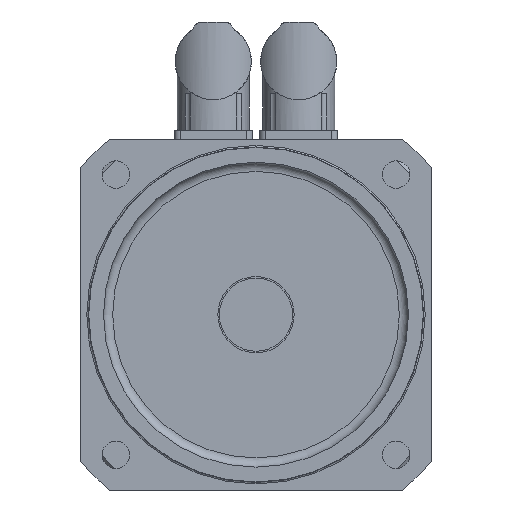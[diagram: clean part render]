
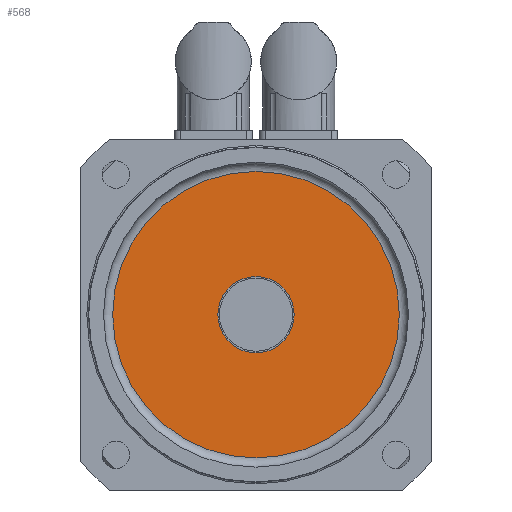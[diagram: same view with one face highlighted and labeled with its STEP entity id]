
A CAD part, front view. The second image highlights one B-rep face of the part: STEP entity #568.
In plain terms, the highlighted planar face has unit normal (0, -1, 0).
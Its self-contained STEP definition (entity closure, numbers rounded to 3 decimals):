
#284=FACE_BOUND('',#1072,.T.);
#355=CIRCLE('',#4215,12.5);
#356=CIRCLE('',#4216,47.);
#568=ADVANCED_FACE('',(#284,#842),#789,.F.);
#789=PLANE('',#4217);
#842=FACE_OUTER_BOUND('',#1073,.T.);
#1072=EDGE_LOOP('',(#1569));
#1073=EDGE_LOOP('',(#1570));
#1569=ORIENTED_EDGE('',*,*,#3177,.F.);
#1570=ORIENTED_EDGE('',*,*,#3178,.T.);
#2751=VERTEX_POINT('',#5992);
#2752=VERTEX_POINT('',#5994);
#3177=EDGE_CURVE('',#2751,#2751,#355,.T.);
#3178=EDGE_CURVE('',#2752,#2752,#356,.T.);
#4215=AXIS2_PLACEMENT_3D('',#5991,#4780,#4781);
#4216=AXIS2_PLACEMENT_3D('',#5993,#4782,#4783);
#4217=AXIS2_PLACEMENT_3D('',#5995,#4784,#4785);
#4780=DIRECTION('',(0.,-1.,0.));
#4781=DIRECTION('',(0.,0.,-1.));
#4782=DIRECTION('',(0.,-1.,0.));
#4783=DIRECTION('',(0.,0.,1.));
#4784=DIRECTION('',(0.,1.,0.));
#4785=DIRECTION('',(0.,0.,1.));
#5991=CARTESIAN_POINT('',(22.5,0.5,22.5));
#5992=CARTESIAN_POINT('',(22.5,0.5,10.));
#5993=CARTESIAN_POINT('',(22.5,0.5,22.5));
#5994=CARTESIAN_POINT('',(22.5,0.5,69.5));
#5995=CARTESIAN_POINT('',(22.5,0.5,22.5));
